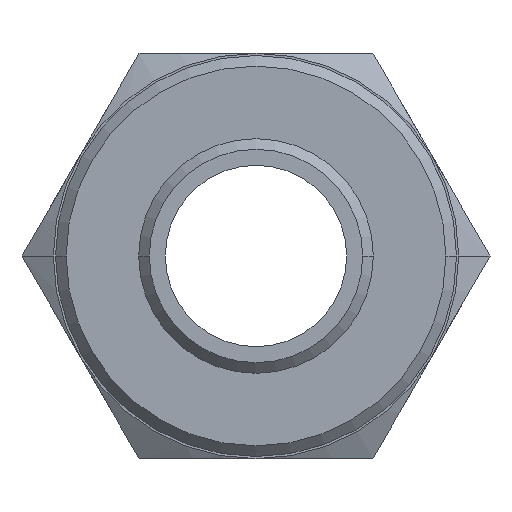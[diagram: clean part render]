
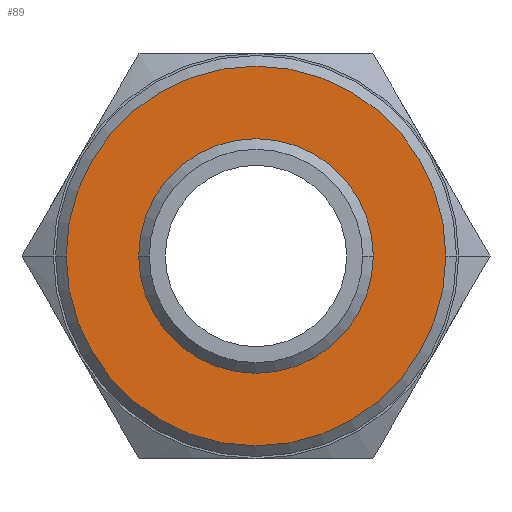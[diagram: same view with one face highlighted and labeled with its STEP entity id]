
A CAD part, front view. The second image highlights one B-rep face of the part: STEP entity #89.
In plain terms, the highlighted planar face has unit normal (0, -1, 0).
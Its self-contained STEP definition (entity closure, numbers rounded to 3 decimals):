
#89=ADVANCED_FACE('',(#210,#211),#212,.T.);
#210=FACE_OUTER_BOUND('',#363,.T.);
#211=FACE_BOUND('',#364,.T.);
#212=PLANE('',#365);
#363=EDGE_LOOP('',(#557,#558));
#364=EDGE_LOOP('',(#559,#560));
#365=AXIS2_PLACEMENT_3D('',#561,#562,#563);
#557=ORIENTED_EDGE('',*,*,#918,.F.);
#558=ORIENTED_EDGE('',*,*,#919,.F.);
#559=ORIENTED_EDGE('',*,*,#913,.T.);
#560=ORIENTED_EDGE('',*,*,#920,.T.);
#561=CARTESIAN_POINT('',(7.2,17.0,0.0));
#562=DIRECTION('',(-0.0,-1.0,-0.0));
#563=DIRECTION('',(-1.0,0.0,0.0));
#913=EDGE_CURVE('',#1086,#1090,#1092,.T.);
#918=EDGE_CURVE('',#1097,#1098,#1099,.T.);
#919=EDGE_CURVE('',#1098,#1097,#1100,.T.);
#920=EDGE_CURVE('',#1090,#1086,#1101,.T.);
#1086=VERTEX_POINT('',#1377);
#1090=VERTEX_POINT('',#1382);
#1092=CIRCLE('',#1385,5.5);
#1097=VERTEX_POINT('',#1392);
#1098=VERTEX_POINT('',#1393);
#1099=CIRCLE('',#1394,8.9);
#1100=CIRCLE('',#1395,8.9);
#1101=CIRCLE('',#1396,5.5);
#1377=CARTESIAN_POINT('',(5.5,17.0,0.0));
#1382=CARTESIAN_POINT('',(-5.5,17.0,0.));
#1385=AXIS2_PLACEMENT_3D('',#1791,#1792,#1793);
#1392=CARTESIAN_POINT('',(8.9,17.0,0.0));
#1393=CARTESIAN_POINT('',(-8.9,17.0,0.));
#1394=AXIS2_PLACEMENT_3D('',#1796,#1797,#1798);
#1395=AXIS2_PLACEMENT_3D('',#1799,#1800,#1801);
#1396=AXIS2_PLACEMENT_3D('',#1802,#1803,#1804);
#1791=CARTESIAN_POINT('',(0.0,17.0,0.0));
#1792=DIRECTION('',(-0.0,1.0,0.0));
#1793=DIRECTION('',(1.0,0.0,0.0));
#1796=CARTESIAN_POINT('',(0.0,17.0,0.0));
#1797=DIRECTION('',(-0.0,1.0,0.0));
#1798=DIRECTION('',(1.0,0.0,0.0));
#1799=CARTESIAN_POINT('',(0.0,17.0,0.0));
#1800=DIRECTION('',(-0.0,1.0,0.0));
#1801=DIRECTION('',(1.0,0.0,0.0));
#1802=CARTESIAN_POINT('',(0.0,17.0,0.0));
#1803=DIRECTION('',(-0.0,1.0,0.0));
#1804=DIRECTION('',(1.0,0.0,0.0));
